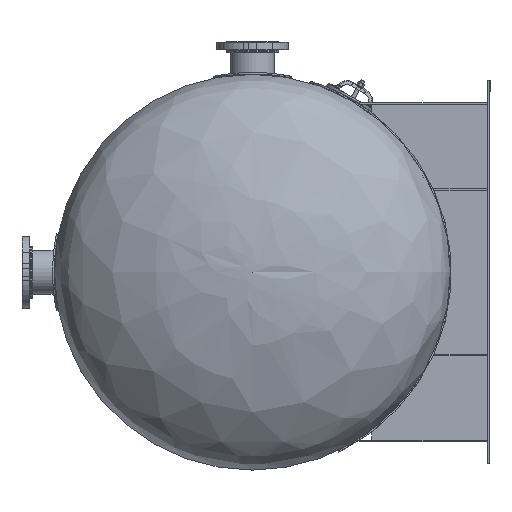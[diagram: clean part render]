
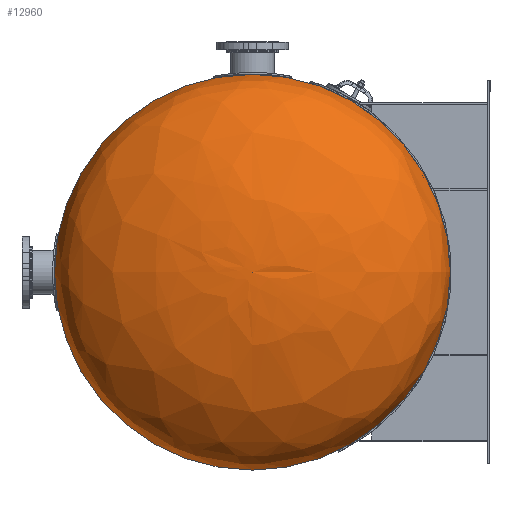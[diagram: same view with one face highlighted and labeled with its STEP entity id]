
A CAD part, left-side view. The second image highlights one B-rep face of the part: STEP entity #12960.
In plain terms, the highlighted free-form (B-spline) face has degree [2, 2] with [3, 9] control points.
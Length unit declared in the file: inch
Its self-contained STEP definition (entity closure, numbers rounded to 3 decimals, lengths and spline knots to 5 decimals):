
#410=ELLIPSE('',#14233,48.,24.3125);
#448=(
BOUNDED_SURFACE()
B_SPLINE_SURFACE(2,2,((#19640,#19641,#19642,#19643,#19644,#19645,#19646,
#19647,#19648),(#19649,#19650,#19651,#19652,#19653,#19654,#19655,#19656,
#19657),(#19658,#19659,#19660,#19661,#19662,#19663,#19664,#19665,#19666)),
 .UNSPECIFIED.,.F.,.T.,.F.)
B_SPLINE_SURFACE_WITH_KNOTS((3,3),(3,2,2,2,3),(0.,1.5708),(0.,
1.5708,3.14159,4.71239,6.28319),
 .UNSPECIFIED.)
GEOMETRIC_REPRESENTATION_ITEM()
RATIONAL_B_SPLINE_SURFACE(((1.,0.707,1.,0.707,1.,
0.707,1.,0.707,1.),(0.707,0.5,0.707,
0.5,0.707,0.5,0.707,0.5,0.707),(1.,
0.707,1.,0.707,1.,0.707,1.,0.707,
1.)))
REPRESENTATION_ITEM('')
SURFACE()
);
#723=CIRCLE('',#14229,48.);
#724=CIRCLE('',#14230,48.);
#1571=FACE_OUTER_BOUND('',#2344,.T.);
#2344=EDGE_LOOP('',(#9031,#9032,#9033,#9034));
#5671=VERTEX_POINT('',#19632);
#5672=VERTEX_POINT('',#19634);
#5674=VERTEX_POINT('',#19667);
#6992=EDGE_CURVE('',#5671,#5672,#723,.T.);
#6993=EDGE_CURVE('',#5672,#5671,#724,.T.);
#6995=EDGE_CURVE('',#5674,#5672,#410,.T.);
#9031=ORIENTED_EDGE('',*,*,#6995,.T.);
#9032=ORIENTED_EDGE('',*,*,#6992,.F.);
#9033=ORIENTED_EDGE('',*,*,#6993,.F.);
#9034=ORIENTED_EDGE('',*,*,#6995,.F.);
#12960=ADVANCED_FACE('',(#1571),#448,.T.);
#14229=AXIS2_PLACEMENT_3D('',#19635,#15428,#15429);
#14230=AXIS2_PLACEMENT_3D('',#19636,#15430,#15431);
#14233=AXIS2_PLACEMENT_3D('',#19668,#15436,#15437);
#15428=DIRECTION('center_axis',(0.,-1.,0.));
#15429=DIRECTION('ref_axis',(1.,0.,0.));
#15430=DIRECTION('center_axis',(0.,-1.,0.));
#15431=DIRECTION('ref_axis',(1.,0.,0.));
#15436=DIRECTION('center_axis',(0.,0.,-1.));
#15437=DIRECTION('ref_axis',(1.,0.,0.));
#19632=CARTESIAN_POINT('',(-48.,0.,0.));
#19634=CARTESIAN_POINT('',(48.,0.,0.));
#19635=CARTESIAN_POINT('Origin',(0.,0.,0.));
#19636=CARTESIAN_POINT('Origin',(0.,0.,0.));
#19640=CARTESIAN_POINT('Ctrl Pts',(48.,0.,0.));
#19641=CARTESIAN_POINT('Ctrl Pts',(48.,0.,48.));
#19642=CARTESIAN_POINT('Ctrl Pts',(0.,0.,48.));
#19643=CARTESIAN_POINT('Ctrl Pts',(-48.,0.,48.));
#19644=CARTESIAN_POINT('Ctrl Pts',(-48.,0.,0.));
#19645=CARTESIAN_POINT('Ctrl Pts',(-48.,0.,-48.));
#19646=CARTESIAN_POINT('Ctrl Pts',(0.,0.,-48.));
#19647=CARTESIAN_POINT('Ctrl Pts',(48.,0.,-48.));
#19648=CARTESIAN_POINT('Ctrl Pts',(48.,0.,0.));
#19649=CARTESIAN_POINT('Ctrl Pts',(48.,24.3125,0.));
#19650=CARTESIAN_POINT('Ctrl Pts',(48.,24.3125,48.));
#19651=CARTESIAN_POINT('Ctrl Pts',(0.,24.3125,48.));
#19652=CARTESIAN_POINT('Ctrl Pts',(-48.,24.3125,48.));
#19653=CARTESIAN_POINT('Ctrl Pts',(-48.,24.3125,0.));
#19654=CARTESIAN_POINT('Ctrl Pts',(-48.,24.3125,-48.));
#19655=CARTESIAN_POINT('Ctrl Pts',(0.,24.3125,-48.));
#19656=CARTESIAN_POINT('Ctrl Pts',(48.,24.3125,-48.));
#19657=CARTESIAN_POINT('Ctrl Pts',(48.,24.3125,0.));
#19658=CARTESIAN_POINT('Ctrl Pts',(0.,24.3125,0.));
#19659=CARTESIAN_POINT('Ctrl Pts',(0.,24.3125,0.));
#19660=CARTESIAN_POINT('Ctrl Pts',(0.,24.3125,0.));
#19661=CARTESIAN_POINT('Ctrl Pts',(0.,24.3125,0.));
#19662=CARTESIAN_POINT('Ctrl Pts',(0.,24.3125,0.));
#19663=CARTESIAN_POINT('Ctrl Pts',(0.,24.3125,0.));
#19664=CARTESIAN_POINT('Ctrl Pts',(0.,24.3125,0.));
#19665=CARTESIAN_POINT('Ctrl Pts',(0.,24.3125,0.));
#19666=CARTESIAN_POINT('Ctrl Pts',(0.,24.3125,0.));
#19667=CARTESIAN_POINT('',(0.,24.3125,0.));
#19668=CARTESIAN_POINT('Origin',(0.,0.,0.));
